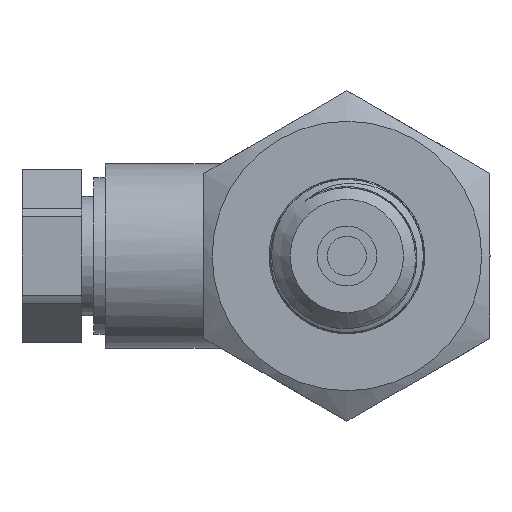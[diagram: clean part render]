
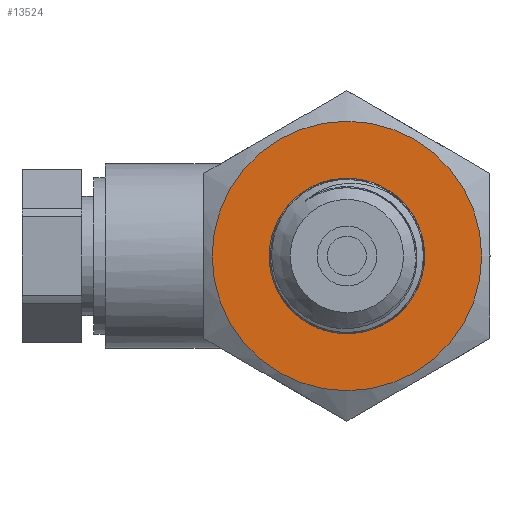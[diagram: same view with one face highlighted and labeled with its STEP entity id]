
A CAD part, left-side view. The second image highlights one B-rep face of the part: STEP entity #13524.
In plain terms, the highlighted planar face has unit normal (-1, 0, 0).
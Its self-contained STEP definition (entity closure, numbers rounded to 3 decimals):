
#147=FACE_BOUND('',#1891,.T.);
#240=PLANE('',#14176);
#1108=FACE_OUTER_BOUND('',#1890,.T.);
#1890=EDGE_LOOP('',(#10865));
#1891=EDGE_LOOP('',(#10866));
#2401=CIRCLE('',#14155,11.3);
#2406=CIRCLE('',#14172,6.5);
#6001=VERTEX_POINT('',#25193);
#6019=VERTEX_POINT('',#29730);
#7726=EDGE_CURVE('',#6001,#6001,#2401,.T.);
#7760=EDGE_CURVE('',#6019,#6019,#2406,.T.);
#10865=ORIENTED_EDGE('',*,*,#7726,.T.);
#10866=ORIENTED_EDGE('',*,*,#7760,.T.);
#13524=ADVANCED_FACE('',(#1108,#147),#240,.T.);
#14155=AXIS2_PLACEMENT_3D('',#25195,#15485,#15486);
#14172=AXIS2_PLACEMENT_3D('',#29731,#15528,#15529);
#14176=AXIS2_PLACEMENT_3D('',#29737,#15536,#15537);
#15485=DIRECTION('center_axis',(-1.,0.,0.));
#15486=DIRECTION('ref_axis',(0.,1.,0.));
#15528=DIRECTION('center_axis',(1.,0.,0.));
#15529=DIRECTION('ref_axis',(0.,0.,-1.));
#15536=DIRECTION('center_axis',(-1.,0.,0.));
#15537=DIRECTION('ref_axis',(0.,0.,1.));
#25193=CARTESIAN_POINT('',(15.,-11.3,0.));
#25195=CARTESIAN_POINT('Origin',(15.,0.,0.));
#29730=CARTESIAN_POINT('',(15.,0.,6.5));
#29731=CARTESIAN_POINT('Origin',(15.,0.,0.));
#29737=CARTESIAN_POINT('Origin',(15.,12.,0.));
